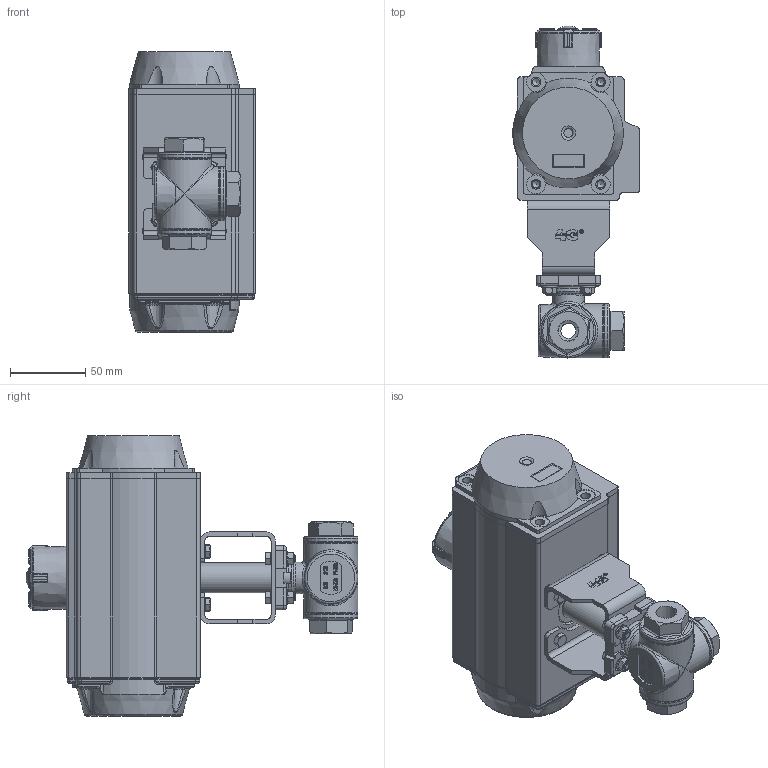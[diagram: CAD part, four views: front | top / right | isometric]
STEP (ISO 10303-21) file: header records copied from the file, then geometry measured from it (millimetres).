
FILE_DESCRIPTION(/* description */ ('Unknown'),/* implementation_level */ '2;1');
FILE_NAME(/* name */ 'PE029338_9339-03',/* time_stamp */ '2025-02-18T09:42:59+01:00',/* author */ ('Unknown'),/* organization */ ('Unknown'),/* preprocessor_version */ 'ST-DEVELOPER v19.4',/* originating_system */ 'Solid Edge',/* authorisation */ 'Unknown');
FILE_SCHEMA (('AUTOMOTIVE_DESIGN {1 0 10303 214 3 1 1}'));
Products named in the file (23): PE029338_9339-03; 9338-03; Body Gsake DN10; CAP DN10; STEM; BODY DN10; NUT M12_GB_FASTENER_NUT_SSFNTT M14X1.0-N; Nut Stopper; PD03_PE02; vt65-2016-06-25; Optische Anzeige; ______; ________(___________; cup head nib bolts with large head gb_GB_FASTENER_BOLT_CHNBW M6X25-N; ____65______ ______; VT65_____________MIR; zhou65; VTE65____; 49899004_Brücke F05_F03 Höhe 50; 49860203_Spindeladapter Edelstahl_SW14x14x15_Tasche 9x9x12_BL 66_ø20; DIN 933 M5x16 A2-70 BLK_EDST; DIN125-5_3.1.3; WUERTH 03225 hexagonal nut DIN 934  M5 A2 BLK_EDST
Assembly tree (43 placements, depth 4):
  PE029338_9339-03
    9338-03
      Body Gsake DN10  x3
      CAP DN10  x3
      STEM
      BODY DN10
      NUT M12_GB_FASTENER_NUT_SSFNTT M14X1.0-N
      Nut Stopper
    PD03_PE02
      vt65-2016-06-25
      Optische Anzeige
        ______
        ________(___________  x4
        cup head nib bolts with large head gb_GB_FASTENER_BOLT_CHNBW M6X25-N
      ____65______ ______  x2
      VT65_____________MIR
      zhou65
      VTE65____
    49899004_Brücke F05_F03 Höhe 50
    49860203_Spindeladapter Edelstahl_SW14x14x15_Tasche 9x9x12_BL 66_ø20
    DIN 933 M5x16 A2-70 BLK_EDST  x8
    DIN125-5_3.1.3  x4
    WUERTH 03225 hexagonal nut DIN 934  M5 A2 BLK_EDST  x4
Bounding box: 83.89 x 220.6 x 186.5 mm (x, y, z)
Volume: 807898.1 mm3; surface area: 272528.1 mm2
Topology: 40 solids, 40 shells, 3032 faces, 7538 edges, 4709 vertices
Faces by surface type: plane 1106, cylinder 860, bspline 545, torus 284, cone 200, sphere 37
Full cylindrical faces by diameter (mm): 3 x16, 3.3 x8, 4.134 x12, 4.66 x1, 4.917 x15, 5 x9, 5.3 x4, 6 x5, 6.2 x1, 6.5 x4, 6.647 x4, 7 x4, 8 x8, 9.6 x1, 10 x15, 11 x1, 11.4 x1, 11.445 x2, 12 x4, 12.5 x2, 12.6 x2, 12.7 x1, 12.9 x1, 13 x2, 14 x5, 15 x1, 15.8 x1, 16 x1, 16.2 x18, 17 x2
Entity records: 89454 total; most frequent: CARTESIAN_POINT 39628, ORIENTED_EDGE 10534, DIRECTION 9038, EDGE_CURVE 5267, VERTEX_POINT 3534, AXIS2_PLACEMENT_3D 3408, FACE_BOUND 2787, EDGE_LOOP 2763
